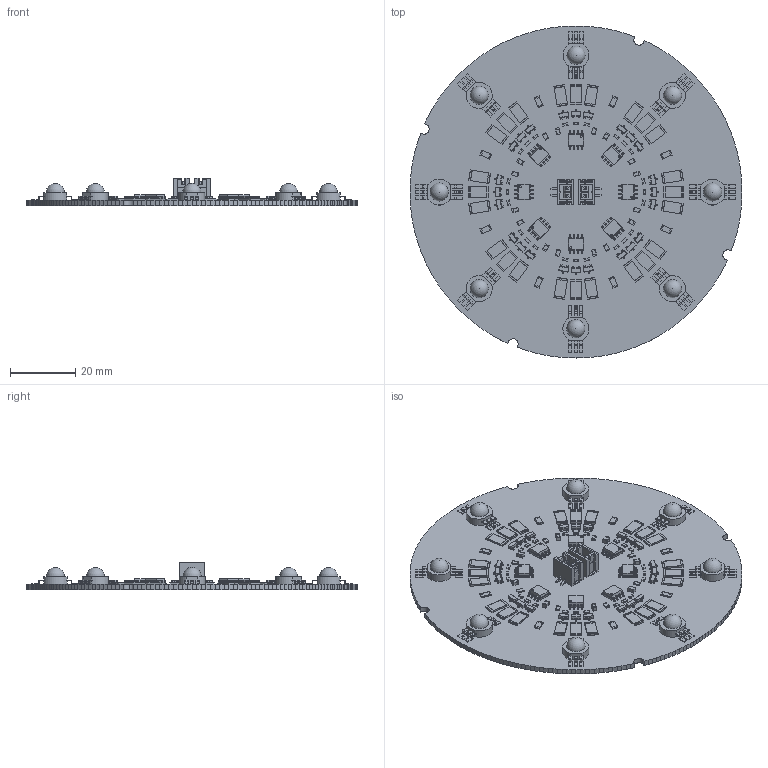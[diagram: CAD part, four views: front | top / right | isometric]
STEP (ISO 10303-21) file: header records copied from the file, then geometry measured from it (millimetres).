
FILE_DESCRIPTION(('KiCad electronic assembly'),'2;1');
FILE_NAME('chandelierLEDPCB.step','2023-04-01T14:28:52',('Pcbnew'),( 'Kicad'),'Open CASCADE STEP processor 7.6','KiCad to STEP converter' ,'Unknown');
FILE_SCHEMA(('AUTOMOTIVE_DESIGN { 1 0 10303 214 1 1 1 1 }'));
Length unit declared in the file: millimetre
Products named in the file (20): chandelierLEDPCB 1; R_0603_1608Metric; SOLID; SOT-23; R_2512_6332Metric; R_0805_2012Metric; C_0805_2012Metric; R_1206_3216Metric; JST_PH_B2B-PH-SM4-TB_1x02-1MP_P2.00mm_Vertical; COMPOUND; 9Wled; SOIC-8_3.9x4.9mm_P1.27mm; PCB
Assembly tree (124 placements, depth 3):
  chandelierLEDPCB 1
    R_0603_1608Metric  x24
      SOLID
    SOT-23  x24
      SOLID
    R_2512_6332Metric  x24
      SOLID
    R_0805_2012Metric  x8
      SOLID
    C_0805_2012Metric  x8
      SOLID
    R_1206_3216Metric  x8
      SOLID
    JST_PH_B2B-PH-SM4-TB_1x02-1MP_P2.00mm_Vertical  x2
      COMPOUND
    9Wled  x8
      SOLID
    SOIC-8_3.9x4.9mm_P1.27mm  x8
      SOLID
    PCB
Bounding box: 102 x 102 x 8.38 mm (x, y, z)
Volume: 15189.9 mm3; surface area: 22538.6 mm2
Topology: 123 solids, 123 shells, 6386 faces, 16444 edges, 10352 vertices
Faces by surface type: plane 4068, cylinder 1406, bspline 904, sphere 8
Full cylindrical faces by diameter (mm): 0.6 x8, 5 x8
Entity records: 62902 total; most frequent: CARTESIAN_POINT 11315, DIRECTION 9042, LINE 6443, VECTOR 6443, ORIENTED_EDGE 4798, PCURVE 4798, DEFINITIONAL_REPRESENTATION 4798, EDGE_CURVE 2399
